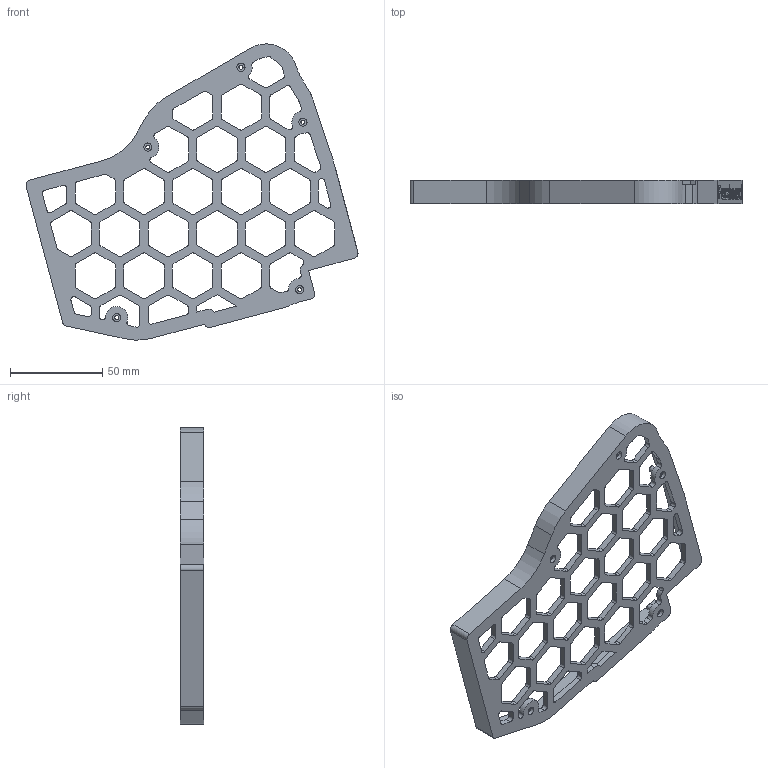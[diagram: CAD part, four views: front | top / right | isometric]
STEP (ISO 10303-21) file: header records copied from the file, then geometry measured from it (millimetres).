
FILE_DESCRIPTION(/* description */ ('STEP AP242','CAx-IF Rec.Pracs.---Representation and Presentation of Product Manufacturing Information (PMI)---4.0---2014-10-13','CAx-IF Rec.Pracs.---3D Tessellated Geometry---0.4---2014-09-14','2;1'),/* implementation_level */ '2;1');
FILE_NAME(/* name */ '67cf34c244844a6bc84618ff',/* time_stamp */ '2025-03-10T18:51:47Z',/* author */ (''),/* organization */ (''),/* preprocessor_version */ 'ST-DEVELOPER v20',/* originating_system */ 'ONSHAPE BY PTC INC, 1.194',/* authorisation */ ' ');
FILE_SCHEMA (('AP242_MANAGED_MODEL_BASED_3D_ENGINEERING_MIM_LF { 1 0 10303 442 1 1 4 }'));
Length unit declared in the file: metre
Products named in the file (1): Case
Bounding box: 180.05 x 12.7 x 160.63 mm (x, y, z)
Volume: 42106.2 mm3; surface area: 36267.8 mm2
Topology: 1 solids, 1 shells, 586 faces, 1680 edges, 1120 vertices
Faces by surface type: plane 296, cylinder 212, bspline 78
Full cylindrical faces by diameter (mm): 2.2 x5, 3.19 x3, 3.2 x2, 4.4 x5
Entity records: 19569 total; most frequent: CARTESIAN_POINT 4230, ORIENTED_EDGE 3330, DIRECTION 2953, EDGE_CURVE 1665, VERTEX_POINT 1120, LINE 1083, VECTOR 1083, AXIS2_PLACEMENT_3D 935
